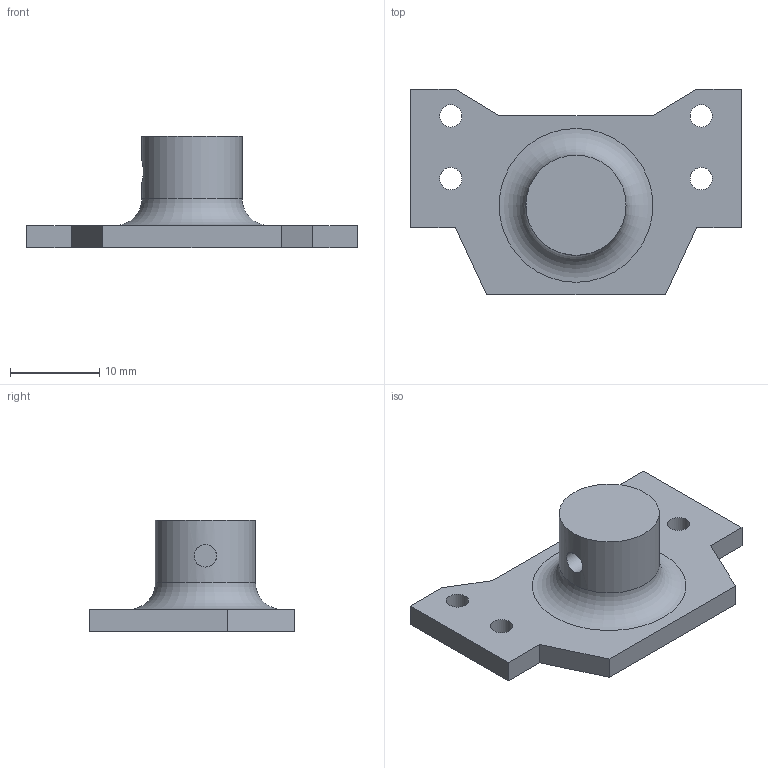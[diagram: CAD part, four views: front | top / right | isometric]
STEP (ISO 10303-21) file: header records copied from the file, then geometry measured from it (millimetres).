
FILE_DESCRIPTION(/* description */ (''),/* implementation_level */ '2;1');
FILE_NAME(/* name */ 'car-mount v22.step',/* time_stamp */ '2020-01-12T23:22:26-08:00',/* author */ ('solaremperor'),/* organization */ (''),/* preprocessor_version */ 'ST-DEVELOPER v18',/* originating_system */ 'Autodesk Translation Framework v8.2.0.1029',/* authorisation */ '');
FILE_SCHEMA (('AUTOMOTIVE_DESIGN { 1 0 10303 214 3 1 1 }'));
Length unit declared in the file: millimetre
Products named in the file (1): car-mount
Bounding box: 37 x 23 x 12.5 mm (x, y, z)
Volume: 2428.9 mm3; surface area: 2236.4 mm2
Topology: 1 solids, 1 shells, 31 faces, 86 edges, 58 vertices
Faces by surface type: plane 24, cylinder 6, torus 1
Full cylindrical faces by diameter (mm): 2.5 x5, 11.2 x1
Entity records: 1088 total; most frequent: CARTESIAN_POINT 211, ORIENTED_EDGE 172, DIRECTION 169, EDGE_CURVE 86, LINE 63, VECTOR 63, VERTEX_POINT 58, AXIS2_PLACEMENT_3D 53
